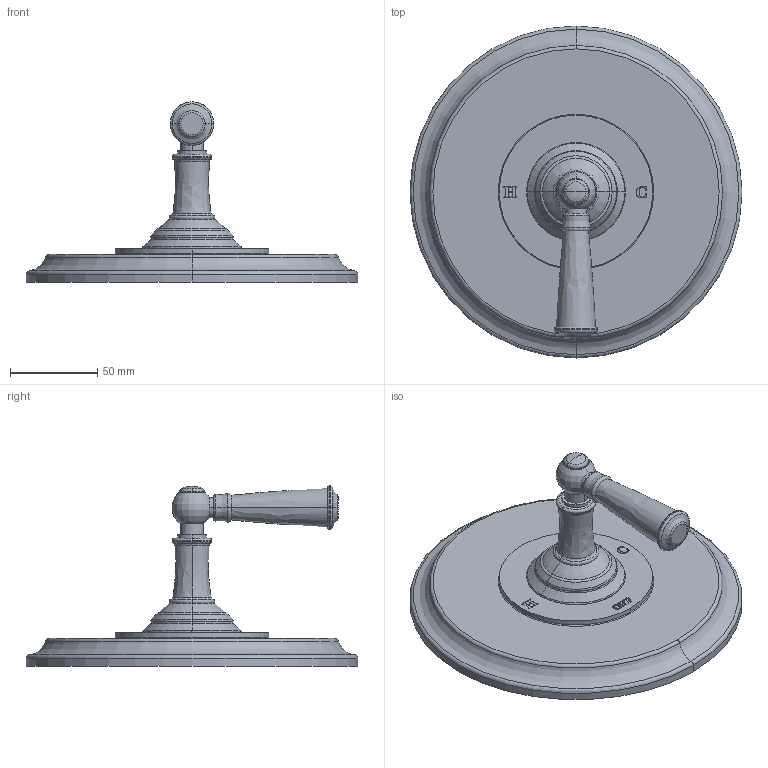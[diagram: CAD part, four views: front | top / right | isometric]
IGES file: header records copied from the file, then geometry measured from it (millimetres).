
Start section:  PTC IGES file: 4-2414bp.igs
Global section: file name: 4-2414bp.igs; native system: Creo Parametric by PTC Inc.; preprocessor: 2018400; author: jinson.thomas; organization: Unknown; date: 20210603.164927; units: inch
Bounding box: 190.5 x 190.5 x 103.43 mm (x, y, z)
Volume: 489065.6 mm3; surface area: 73793.7 mm2
Topology: 1 solids, 1 shells, 210 faces, 527 edges, 332 vertices
Faces by surface type: extrusion 95, revolution 76, bspline 39
